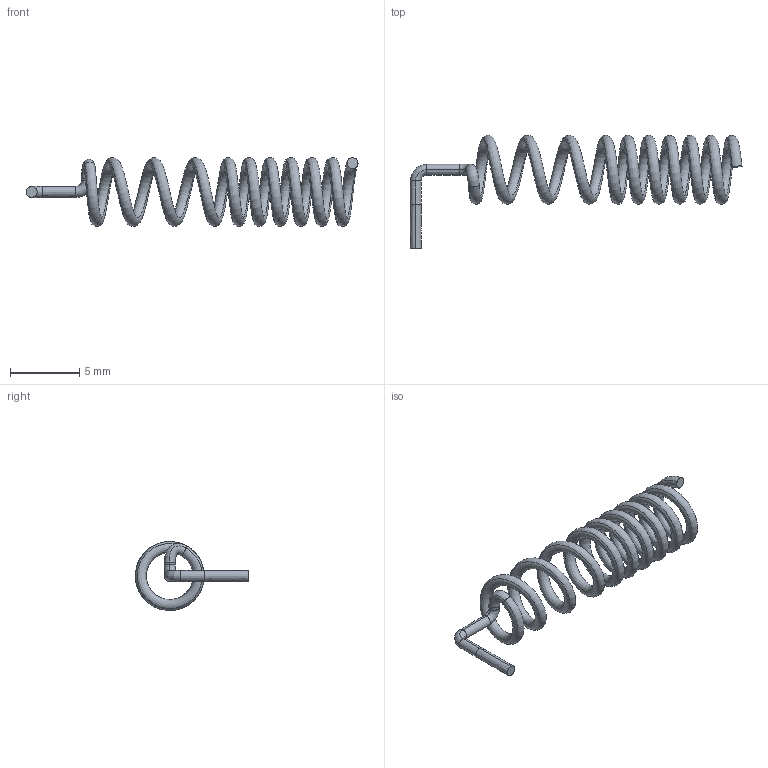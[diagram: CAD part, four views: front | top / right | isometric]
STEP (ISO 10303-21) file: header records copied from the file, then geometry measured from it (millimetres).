
FILE_DESCRIPTION (( 'STEP AP214' ), '1' );
FILE_NAME ('User Library-Spring GSM Antenna.STEP', '2022-08-14T05:23:56', ( '' ), ( '' ), 'SwSTEP 2.0', 'SolidWorks 2022', '' );
FILE_SCHEMA (( 'AUTOMOTIVE_DESIGN' ));
Length unit declared in the file: millimetre
Products named in the file (2): Spring GSM Antenna_2; User Library-Spring GSM Antenna
Assembly tree (1 placements, depth 2):
  User Library-Spring GSM Antenna
    Spring GSM Antenna_2
Bounding box: 23.99 x 8.19 x 4.98 mm (x, y, z)
Volume: 71.1 mm3; surface area: 359.9 mm2
Topology: 1 solids, 1 shells, 18 faces, 34 edges, 18 vertices
Faces by surface type: bspline 16, plane 2
Entity records: 14668 total; most frequent: CARTESIAN_POINT 14168, ORIENTED_EDGE 68, B_SPLINE_CURVE_WITH_KNOTS 34, EDGE_CURVE 34, UNCERTAINTY_MEASURE_WITH_UNIT 22, MECHANICAL_DESIGN_GEOMETRIC_PRESENTATION_REPRESENTATION 20, PRESENTATION_STYLE_ASSIGNMENT 20, FILL_AREA_STYLE 20
